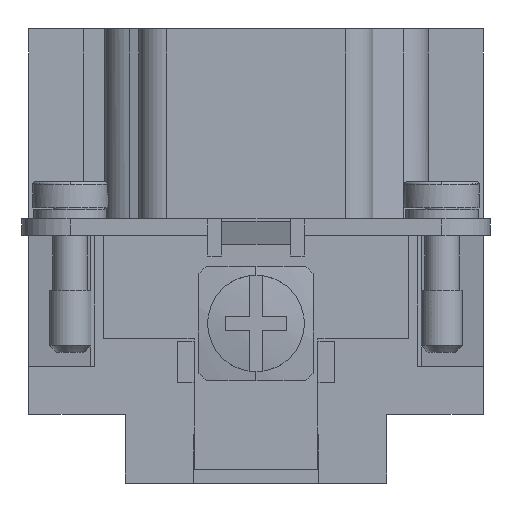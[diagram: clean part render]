
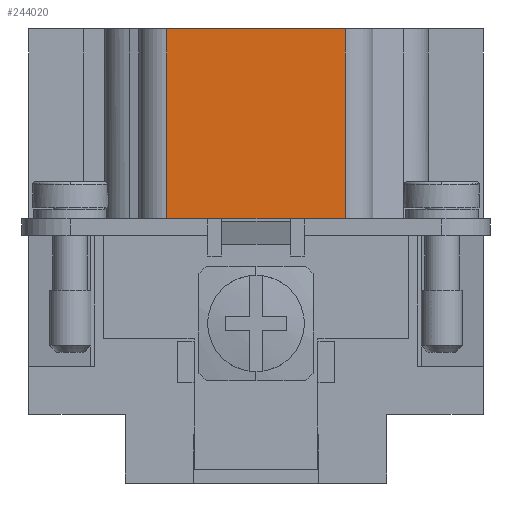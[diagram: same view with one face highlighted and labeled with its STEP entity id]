
A CAD part, left-side view. The second image highlights one B-rep face of the part: STEP entity #244020.
In plain terms, the highlighted planar face has unit normal (-1, 0, 0).
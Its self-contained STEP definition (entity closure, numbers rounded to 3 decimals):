
#201900=CARTESIAN_POINT('',(-31.5,-6.5,33.));
#201910=VERTEX_POINT('',#201900);
#201940=CARTESIAN_POINT('',(-31.5,-6.5,33.));
#201950=DIRECTION('',(0.,1.,0.));
#201960=VECTOR('',#201950,13.);
#201970=LINE('',#201940,#201960);
#201980=CARTESIAN_POINT('',(-31.5,6.5,33.));
#201990=VERTEX_POINT('',#201980);
#202000=EDGE_CURVE('',#201910,#201990,#201970,.T.);
#233720=CARTESIAN_POINT('',(-31.5,3.5,19.2));
#233730=VERTEX_POINT('',#233720);
#233760=CARTESIAN_POINT('',(-31.5,3.5,19.2));
#233770=DIRECTION('',(0.,-1.,0.));
#233780=VECTOR('',#233770,7.);
#233790=LINE('',#233760,#233780);
#233800=CARTESIAN_POINT('',(-31.5,-3.5,19.2));
#233810=VERTEX_POINT('',#233800);
#233820=EDGE_CURVE('',#233730,#233810,#233790,.T.);
#243580=CARTESIAN_POINT('',(-31.5,-6.5,19.2));
#243590=VERTEX_POINT('',#243580);
#243620=CARTESIAN_POINT('',(-31.5,-6.5,19.2));
#243630=DIRECTION('',(0.,0.,1.));
#243640=VECTOR('',#243630,13.8);
#243650=LINE('',#243620,#243640);
#243660=EDGE_CURVE('',#243590,#201910,#243650,.T.);
#243720=CARTESIAN_POINT('',(-31.5,-6.5,19.2));
#243730=DIRECTION('',(-1.,0.,0.));
#243740=DIRECTION('',(0.,0.,1.));
#243750=AXIS2_PLACEMENT_3D('',#243720,#243730,#243740);
#243760=PLANE('',#243750);
#243770=ORIENTED_EDGE('',*,*,#243660,.T.);
#243780=CARTESIAN_POINT('',(-31.5,-6.5,19.2));
#243790=DIRECTION('',(0.,1.,0.));
#243800=VECTOR('',#243790,3.);
#243810=LINE('',#243780,#243800);
#243820=EDGE_CURVE('',#243590,#233810,#243810,.T.);
#243830=ORIENTED_EDGE('',*,*,#243820,.F.);
#243840=ORIENTED_EDGE('',*,*,#233820,.T.);
#243850=CARTESIAN_POINT('',(-31.5,3.5,19.2));
#243860=DIRECTION('',(0.,1.,0.));
#243870=VECTOR('',#243860,3.);
#243880=LINE('',#243850,#243870);
#243890=CARTESIAN_POINT('',(-31.5,6.5,19.2));
#243900=VERTEX_POINT('',#243890);
#243910=EDGE_CURVE('',#233730,#243900,#243880,.T.);
#243920=ORIENTED_EDGE('',*,*,#243910,.F.);
#243930=CARTESIAN_POINT('',(-31.5,6.5,19.2));
#243940=DIRECTION('',(0.,0.,1.));
#243950=VECTOR('',#243940,13.8);
#243960=LINE('',#243930,#243950);
#243970=EDGE_CURVE('',#243900,#201990,#243960,.T.);
#243980=ORIENTED_EDGE('',*,*,#243970,.F.);
#243990=ORIENTED_EDGE('',*,*,#202000,.T.);
#244000=EDGE_LOOP('',(#243990,#243980,#243920,#243840,#243830,#243770));
#244010=FACE_OUTER_BOUND('',#244000,.T.);
#244020=ADVANCED_FACE('',(#244010),#243760,.T.);
